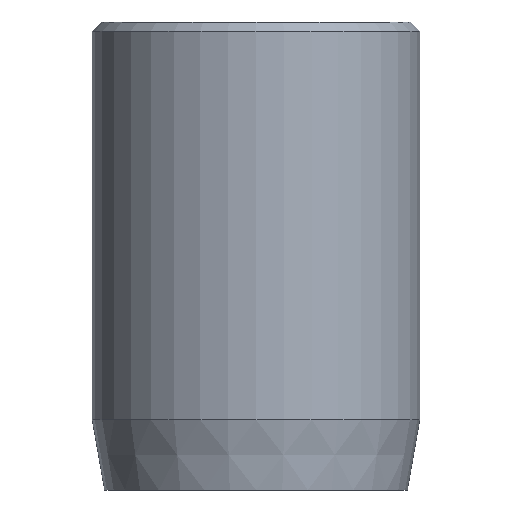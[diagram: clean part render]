
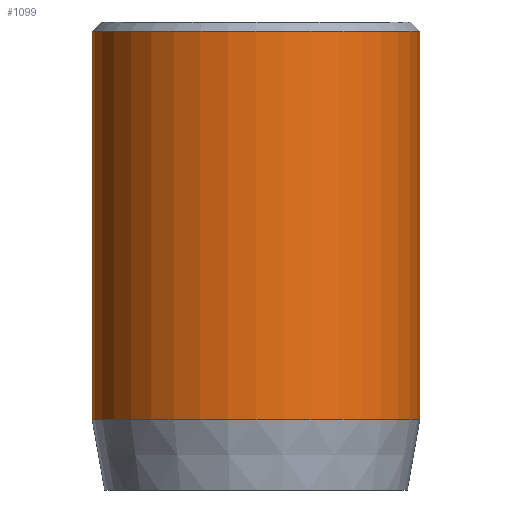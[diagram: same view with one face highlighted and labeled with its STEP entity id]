
A CAD part, front view. The second image highlights one B-rep face of the part: STEP entity #1099.
In plain terms, the highlighted cylindrical face has radius 3.5 mm (diameter 7 mm), a partial arc.
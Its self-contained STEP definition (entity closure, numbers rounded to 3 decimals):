
#73 = DIRECTION ( 'NONE',  ( 0., 0., -1. ) ) ;
#101 = LINE ( 'NONE', #884, #598 ) ;
#125 = ORIENTED_EDGE ( 'NONE', *, *, #1058, .T. ) ;
#149 = CARTESIAN_POINT ( 'NONE',  ( -3.5, 0., 9.8 ) ) ;
#170 = ORIENTED_EDGE ( 'NONE', *, *, #687, .F. ) ;
#303 = LINE ( 'NONE', #1115, #989 ) ;
#352 = DIRECTION ( 'NONE',  ( 0., 0., -1. ) ) ;
#384 = CIRCLE ( 'NONE', #1178, 3.5 ) ;
#448 = EDGE_LOOP ( 'NONE', ( #170, #651, #543, #125 ) ) ;
#520 = CIRCLE ( 'NONE', #873, 3.5 ) ;
#543 = ORIENTED_EDGE ( 'NONE', *, *, #909, .T. ) ;
#547 = DIRECTION ( 'NONE',  ( 0., 0., -1. ) ) ;
#576 = DIRECTION ( 'NONE',  ( 0., 0., 1. ) ) ;
#580 = CARTESIAN_POINT ( 'NONE',  ( 0., 0., 10. ) ) ;
#589 = CARTESIAN_POINT ( 'NONE',  ( 3.5, 0., 1.5 ) ) ;
#598 = VECTOR ( 'NONE', #352, 1000. ) ;
#651 = ORIENTED_EDGE ( 'NONE', *, *, #889, .T. ) ;
#656 = VERTEX_POINT ( 'NONE', #149 ) ;
#658 = DIRECTION ( 'NONE',  ( -1., 0., 0. ) ) ;
#687 = EDGE_CURVE ( 'NONE', #715, #1143, #303, .T. ) ;
#715 = VERTEX_POINT ( 'NONE', #807 ) ;
#751 = AXIS2_PLACEMENT_3D ( 'NONE', #580, #73, #658 ) ;
#807 = CARTESIAN_POINT ( 'NONE',  ( 3.5, 0., 9.8 ) ) ;
#873 = AXIS2_PLACEMENT_3D ( 'NONE', #1087, #576, #1167 ) ;
#884 = CARTESIAN_POINT ( 'NONE',  ( -3.5, 0., 10. ) ) ;
#889 = EDGE_CURVE ( 'NONE', #715, #656, #384, .T. ) ;
#891 = CYLINDRICAL_SURFACE ( 'NONE', #751, 3.5 ) ;
#909 = EDGE_CURVE ( 'NONE', #656, #973, #101, .T. ) ;
#973 = VERTEX_POINT ( 'NONE', #1154 ) ;
#977 = DIRECTION ( 'NONE',  ( 0., 0., -1. ) ) ;
#989 = VECTOR ( 'NONE', #977, 1000. ) ;
#1056 = CARTESIAN_POINT ( 'NONE',  ( 0., 0., 9.8 ) ) ;
#1058 = EDGE_CURVE ( 'NONE', #973, #1143, #520, .T. ) ;
#1087 = CARTESIAN_POINT ( 'NONE',  ( 0., 0., 1.5 ) ) ;
#1099 = ADVANCED_FACE ( 'NONE', ( #1146 ), #891, .T. ) ;
#1115 = CARTESIAN_POINT ( 'NONE',  ( 3.5, 0., 10. ) ) ;
#1143 = VERTEX_POINT ( 'NONE', #589 ) ;
#1144 = DIRECTION ( 'NONE',  ( 1., 0., 0. ) ) ;
#1146 = FACE_OUTER_BOUND ( 'NONE', #448, .T. ) ;
#1154 = CARTESIAN_POINT ( 'NONE',  ( -3.5, 0., 1.5 ) ) ;
#1167 = DIRECTION ( 'NONE',  ( 1., 0., 0. ) ) ;
#1178 = AXIS2_PLACEMENT_3D ( 'NONE', #1056, #547, #1144 ) ;
